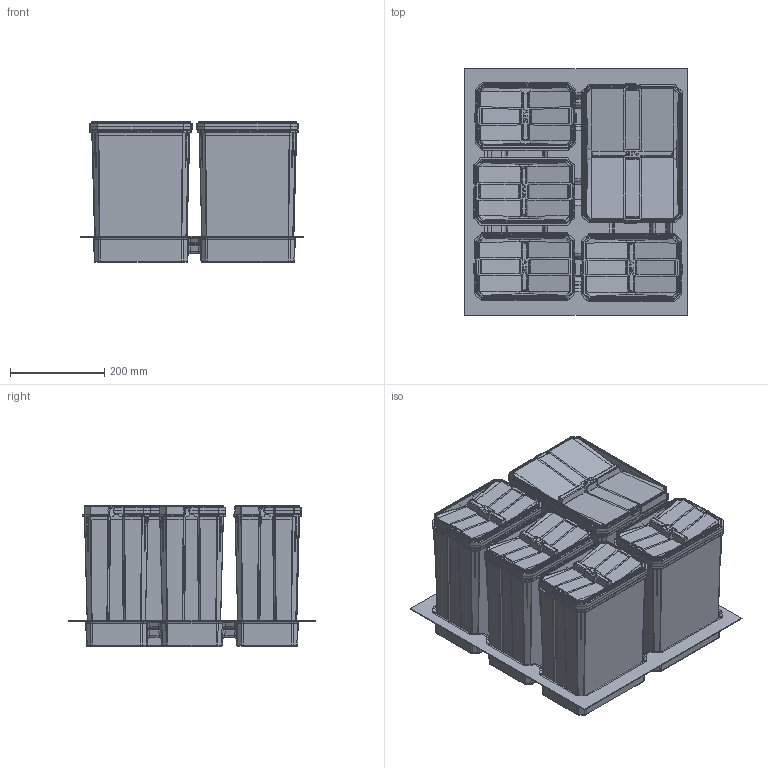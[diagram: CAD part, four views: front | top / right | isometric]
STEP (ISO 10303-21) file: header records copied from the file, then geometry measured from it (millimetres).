
FILE_DESCRIPTION(/* description */ (''),/* implementation_level */ '2;1');
FILE_NAME(/* name */ 'PB-AS-600-1X15L-4X7L.stp',/* time_stamp */ '2023-06-27T16:02:22+02:00',/* author */ ('tomaszw'),/* organization */ (''),/* preprocessor_version */ 'ST-DEVELOPER v19.2',/* originating_system */ 'Autodesk Inventor 2023',/* authorisation */ '');
FILE_SCHEMA (('AUTOMOTIVE_DESIGN { 1 0 10303 214 3 1 1 }'));
Products named in the file (10): Zestawienie tacek; T_524x474_03_Taca; KOSZ_15_26.01.2022; kosz_15_rączka; kosz_15_pokrywka; kosz_15_wiadro; KOSZ_7_26.01.2022.; kosz_7_wiadro; kosz_7_pokrywka; kosz_7_rączka
Assembly tree (12 placements, depth 3):
  Zestawienie tacek
    T_524x474_03_Taca
    KOSZ_15_26.01.2022
      kosz_15_rączka
      kosz_15_pokrywka
      kosz_15_wiadro
    KOSZ_7_26.01.2022.  x4
      kosz_7_wiadro
      kosz_7_pokrywka
      kosz_7_rączka
Bounding box: 474 x 524 x 299.44 mm (x, y, z)
Volume: 3094040.2 mm3; surface area: 3650279.5 mm2
Topology: 16 solids, 16 shells, 9034 faces, 22782 edges, 13742 vertices
Faces by surface type: cylinder 3537, plane 2882, bspline 1982, sphere 376, cone 139, torus 118
Full cylindrical faces by diameter (mm): 4.6 x10, 7.5 x10, 8 x1
Entity records: 178723 total; most frequent: CARTESIAN_POINT 76068, ORIENTED_EDGE 21348, DIRECTION 19881, EDGE_CURVE 10674, AXIS2_PLACEMENT_3D 7120, VERTEX_POINT 6467, LINE 5641, VECTOR 5641
